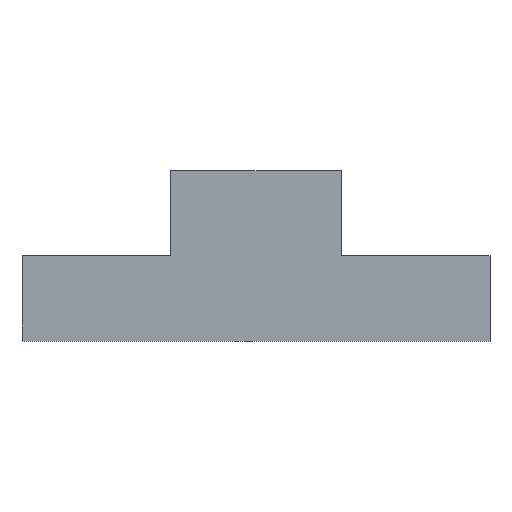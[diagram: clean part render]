
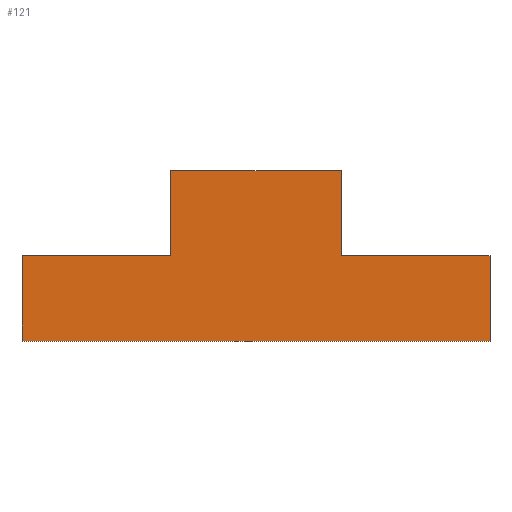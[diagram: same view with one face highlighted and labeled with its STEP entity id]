
A CAD part, top view. The second image highlights one B-rep face of the part: STEP entity #121.
In plain terms, the highlighted planar face has unit normal (0, 0, 1).
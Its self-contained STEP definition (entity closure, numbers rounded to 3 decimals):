
#121=ADVANCED_FACE('',(#141),#131,.T.);
#131=PLANE('',#383);
#141=FACE_OUTER_BOUND('',#151,.T.);
#151=EDGE_LOOP('',(#185,#186,#187,#188,#189,#190,#191,#192));
#185=ORIENTED_EDGE('',*,*,#219,.T.);
#186=ORIENTED_EDGE('',*,*,#223,.T.);
#187=ORIENTED_EDGE('',*,*,#226,.T.);
#188=ORIENTED_EDGE('',*,*,#229,.T.);
#189=ORIENTED_EDGE('',*,*,#232,.T.);
#190=ORIENTED_EDGE('',*,*,#235,.T.);
#191=ORIENTED_EDGE('',*,*,#238,.T.);
#192=ORIENTED_EDGE('',*,*,#240,.T.);
#203=VERTEX_POINT('',#460);
#204=VERTEX_POINT('',#462);
#206=VERTEX_POINT('',#468);
#208=VERTEX_POINT('',#474);
#210=VERTEX_POINT('',#480);
#212=VERTEX_POINT('',#486);
#214=VERTEX_POINT('',#492);
#216=VERTEX_POINT('',#498);
#219=EDGE_CURVE('',#204,#203,#285,.T.);
#223=EDGE_CURVE('',#203,#206,#289,.T.);
#226=EDGE_CURVE('',#206,#208,#292,.T.);
#229=EDGE_CURVE('',#208,#210,#295,.T.);
#232=EDGE_CURVE('',#210,#212,#298,.T.);
#235=EDGE_CURVE('',#212,#214,#301,.T.);
#238=EDGE_CURVE('',#214,#216,#304,.T.);
#240=EDGE_CURVE('',#216,#204,#306,.T.);
#285=LINE('',#461,#319);
#289=LINE('',#469,#323);
#292=LINE('',#475,#326);
#295=LINE('',#481,#329);
#298=LINE('',#487,#332);
#301=LINE('',#493,#335);
#304=LINE('',#499,#338);
#306=LINE('',#502,#340);
#319=VECTOR('',#401,1.);
#323=VECTOR('',#407,1.);
#326=VECTOR('',#412,1.);
#329=VECTOR('',#417,1.);
#332=VECTOR('',#422,1.);
#335=VECTOR('',#427,1.);
#338=VECTOR('',#432,1.);
#340=VECTOR('',#436,1.);
#383=AXIS2_PLACEMENT_3D('',#504,#439,#440);
#401=DIRECTION('',(0.,-1.,0.));
#407=DIRECTION('',(1.,0.,0.));
#412=DIRECTION('',(0.,1.,0.));
#417=DIRECTION('',(-1.,0.,0.));
#422=DIRECTION('',(0.,1.,0.));
#427=DIRECTION('',(-1.,0.,0.));
#432=DIRECTION('',(0.,-1.,0.));
#436=DIRECTION('',(-1.,0.,0.));
#439=DIRECTION('',(0.,0.,1.));
#440=DIRECTION('',(1.,0.,0.));
#460=CARTESIAN_POINT('',(-11.,-8.,4.));
#461=CARTESIAN_POINT('',(-11.,-4.,4.));
#462=CARTESIAN_POINT('',(-11.,-4.,4.));
#468=CARTESIAN_POINT('',(11.,-8.,4.));
#469=CARTESIAN_POINT('',(-11.,-8.,4.));
#474=CARTESIAN_POINT('',(11.,-4.,4.));
#475=CARTESIAN_POINT('',(11.,-8.,4.));
#480=CARTESIAN_POINT('',(4.,-4.,4.));
#481=CARTESIAN_POINT('',(11.,-4.,4.));
#486=CARTESIAN_POINT('',(4.,0.,4.));
#487=CARTESIAN_POINT('',(4.,-4.,4.));
#492=CARTESIAN_POINT('',(-4.,0.,4.));
#493=CARTESIAN_POINT('',(4.,0.,4.));
#498=CARTESIAN_POINT('',(-4.,-4.,4.));
#499=CARTESIAN_POINT('',(-4.,0.,4.));
#502=CARTESIAN_POINT('',(-4.,-4.,4.));
#504=CARTESIAN_POINT('',(0.,0.,4.));
